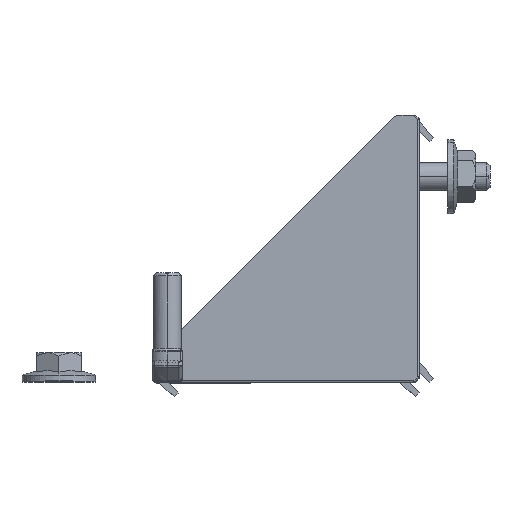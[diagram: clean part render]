
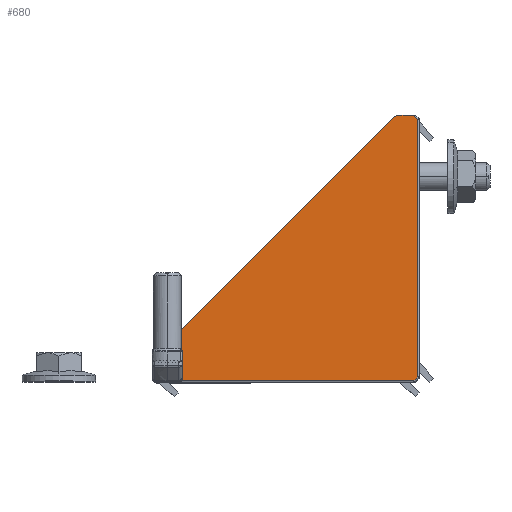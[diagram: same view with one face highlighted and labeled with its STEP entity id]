
A CAD part, top view. The second image highlights one B-rep face of the part: STEP entity #680.
In plain terms, the highlighted planar face has unit normal (0.012, -0.012, 1).
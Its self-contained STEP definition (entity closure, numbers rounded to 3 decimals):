
#95 = AXIS2_PLACEMENT_3D ( 'NONE', #25978, #1223, #16952 ) ;
#680 = ADVANCED_FACE ( 'Fl�che2', ( #26102 ), #28255, .T. ) ;
#999 = CARTESIAN_POINT ( 'NONE',  ( -75.414, 7.317, 37. ) ) ;
#1223 = DIRECTION ( 'NONE',  ( 0.012, -0.012, 1. ) ) ;
#1748 = LINE ( 'NONE', #25647, #19700 ) ;
#1905 = EDGE_CURVE ( 'NONE', #18151, #24686, #24277, .T. ) ;
#2203 = EDGE_CURVE ( 'NONE', #27490, #23596, #11096, .T. ) ;
#2666 = ORIENTED_EDGE ( 'NONE', *, *, #15160, .T. ) ;
#2694 = VECTOR ( 'NONE', #17591, 1000. ) ;
#3103 = ORIENTED_EDGE ( 'NONE', *, *, #19600, .T. ) ;
#4425 = CARTESIAN_POINT ( 'NONE',  ( -1.754, 76., 36.939 ) ) ;
#4517 = LINE ( 'NONE', #19163, #16488 ) ;
#4628 =( BOUNDED_CURVE ( )  B_SPLINE_CURVE ( 3, ( #20810, #9483, #22978, #23074 ),
 .UNSPECIFIED., .F., .F. ) 
 B_SPLINE_CURVE_WITH_KNOTS ( ( 4, 4 ),
 ( 2.356, 3.142 ),
 .UNSPECIFIED. ) 
 CURVE ( )  GEOMETRIC_REPRESENTATION_ITEM ( )  RATIONAL_B_SPLINE_CURVE ( ( 1., 0.949, 0.949, 1. ) ) 
 REPRESENTATION_ITEM ( '' )  );
#4767 = ORIENTED_EDGE ( 'NONE', *, *, #1905, .T. ) ;
#4901 = LINE ( 'NONE', #22067, #16880 ) ;
#4916 = CARTESIAN_POINT ( 'NONE',  ( -0.494, 1.615, 36.005 ) ) ;
#5465 = ORIENTED_EDGE ( 'NONE', *, *, #10482, .T. ) ;
#5495 = CARTESIAN_POINT ( 'NONE',  ( -76., 5.903, 36.99 ) ) ;
#5932 = CARTESIAN_POINT ( 'NONE',  ( -0.494, 74.74, 36.907 ) ) ;
#6240 = DIRECTION ( 'NONE',  ( -0.707, 0.707, 0.017 ) ) ;
#6254 = CARTESIAN_POINT ( 'NONE',  ( -1.414, 0.494, 36.002 ) ) ;
#6275 = VECTOR ( 'NONE', #6240, 1000. ) ;
#6301 = DIRECTION ( 'NONE',  ( -1., 0., 0.012 ) ) ;
#6912 = ORIENTED_EDGE ( 'NONE', *, *, #2203, .T. ) ;
#6917 = CARTESIAN_POINT ( 'NONE',  ( -1.615, 0.494, 36.005 ) ) ;
#7349 = CARTESIAN_POINT ( 'NONE',  ( -76., 5.903, 36.99 ) ) ;
#8657 = LINE ( 'NONE', #6254, #2694 ) ;
#9311 = DIRECTION ( 'NONE',  ( 0., -1., -0.012 ) ) ;
#9381 = CARTESIAN_POINT ( 'NONE',  ( -75.414, 7.317, 37. ) ) ;
#9483 = CARTESIAN_POINT ( 'NONE',  ( -6.441, 76., 36.996 ) ) ;
#9509 = CARTESIAN_POINT ( 'NONE',  ( -74.74, 0.494, 36.907 ) ) ;
#9753 = LINE ( 'NONE', #25128, #15019 ) ;
#9790 = CARTESIAN_POINT ( 'NONE',  ( -74.6, 0.354, 36.904 ) ) ;
#9873 = CARTESIAN_POINT ( 'NONE',  ( -76., 1.754, 36.939 ) ) ;
#9962 = EDGE_CURVE ( 'NONE', #17263, #27490, #9753, .T. ) ;
#10482 = EDGE_CURVE ( 'NONE', #18732, #20011, #4628, .T. ) ;
#10671 = CARTESIAN_POINT ( 'NONE',  ( -1.4, 75.646, 36.93 ) ) ;
#10838 = VERTEX_POINT ( 'NONE', #6917 ) ;
#11096 = LINE ( 'NONE', #9790, #24539 ) ;
#12115 = DIRECTION ( 'NONE',  ( 0.707, 0.707, 0. ) ) ;
#12356 = ORIENTED_EDGE ( 'NONE', *, *, #19946, .T. ) ;
#14461 = CARTESIAN_POINT ( 'NONE',  ( -75.794, 6.937, 37. ) ) ;
#15019 = VECTOR ( 'NONE', #9311, 1000. ) ;
#15160 = EDGE_CURVE ( 'NONE', #10838, #20996, #1748, .T. ) ;
#15571 = EDGE_CURVE ( 'NONE', #20011, #28189, #4517, .T. ) ;
#16457 = ORIENTED_EDGE ( 'NONE', *, *, #29170, .T. ) ;
#16488 = VECTOR ( 'NONE', #26121, 1000. ) ;
#16880 = VECTOR ( 'NONE', #6301, 1000. ) ;
#16952 = DIRECTION ( 'NONE',  ( 1., 0., -0.012 ) ) ;
#17263 = VERTEX_POINT ( 'NONE', #7349 ) ;
#17264 = DIRECTION ( 'NONE',  ( 0., 1., 0.012 ) ) ;
#17485 =( BOUNDED_CURVE ( )  B_SPLINE_CURVE ( 3, ( #999, #14461, #19001, #5495 ),
 .UNSPECIFIED., .F., .T. ) 
 B_SPLINE_CURVE_WITH_KNOTS ( ( 4, 4 ),
 ( 3.142, 3.927 ),
 .UNSPECIFIED. ) 
 CURVE ( )  GEOMETRIC_REPRESENTATION_ITEM ( )  RATIONAL_B_SPLINE_CURVE ( ( 1., 0.949, 0.949, 1. ) ) 
 REPRESENTATION_ITEM ( '' )  );
#17591 = DIRECTION ( 'NONE',  ( 1., 0., -0.012 ) ) ;
#17691 = LINE ( 'NONE', #26394, #28326 ) ;
#17818 = CARTESIAN_POINT ( 'NONE',  ( -5.903, 76., 36.99 ) ) ;
#18151 = VERTEX_POINT ( 'NONE', #5932 ) ;
#18732 = VERTEX_POINT ( 'NONE', #17818 ) ;
#19001 = CARTESIAN_POINT ( 'NONE',  ( -76., 6.441, 36.996 ) ) ;
#19163 = CARTESIAN_POINT ( 'NONE',  ( -7.317, 75.414, 37. ) ) ;
#19600 = EDGE_CURVE ( 'NONE', #24686, #18732, #4901, .T. ) ;
#19606 = ORIENTED_EDGE ( 'NONE', *, *, #9962, .T. ) ;
#19700 = VECTOR ( 'NONE', #12115, 1000. ) ;
#19946 = EDGE_CURVE ( 'NONE', #28189, #17263, #17485, .T. ) ;
#20011 = VERTEX_POINT ( 'NONE', #28224 ) ;
#20389 = ORIENTED_EDGE ( 'NONE', *, *, #15571, .T. ) ;
#20810 = CARTESIAN_POINT ( 'NONE',  ( -5.903, 76., 36.99 ) ) ;
#20996 = VERTEX_POINT ( 'NONE', #4916 ) ;
#22067 = CARTESIAN_POINT ( 'NONE',  ( -1.048, 76., 36.93 ) ) ;
#22978 = CARTESIAN_POINT ( 'NONE',  ( -6.937, 75.794, 37. ) ) ;
#23074 = CARTESIAN_POINT ( 'NONE',  ( -7.317, 75.414, 37. ) ) ;
#23462 = EDGE_LOOP ( 'NONE', ( #6912, #25466, #2666, #16457, #4767, #3103, #5465, #20389, #12356, #19606 ) ) ;
#23596 = VERTEX_POINT ( 'NONE', #9509 ) ;
#24277 = LINE ( 'NONE', #10671, #6275 ) ;
#24539 = VECTOR ( 'NONE', #25589, 1000. ) ;
#24686 = VERTEX_POINT ( 'NONE', #4425 ) ;
#25128 = CARTESIAN_POINT ( 'NONE',  ( -76., 5.903, 36.99 ) ) ;
#25466 = ORIENTED_EDGE ( 'NONE', *, *, #26752, .T. ) ;
#25589 = DIRECTION ( 'NONE',  ( 0.707, -0.707, -0.017 ) ) ;
#25647 = CARTESIAN_POINT ( 'NONE',  ( -0.347, 1.762, 36.005 ) ) ;
#25978 = CARTESIAN_POINT ( 'NONE',  ( -7.317, 75.414, 37. ) ) ;
#26102 = FACE_OUTER_BOUND ( 'NONE', #23462, .T. ) ;
#26121 = DIRECTION ( 'NONE',  ( -0.707, -0.707, 0. ) ) ;
#26394 = CARTESIAN_POINT ( 'NONE',  ( -0.494, 74.246, 36.901 ) ) ;
#26752 = EDGE_CURVE ( 'NONE', #23596, #10838, #8657, .T. ) ;
#27490 = VERTEX_POINT ( 'NONE', #9873 ) ;
#28189 = VERTEX_POINT ( 'NONE', #9381 ) ;
#28224 = CARTESIAN_POINT ( 'NONE',  ( -7.317, 75.414, 37. ) ) ;
#28255 = PLANE ( 'NONE',  #95 ) ;
#28326 = VECTOR ( 'NONE', #17264, 1000. ) ;
#29170 = EDGE_CURVE ( 'NONE', #20996, #18151, #17691, .T. ) ;
